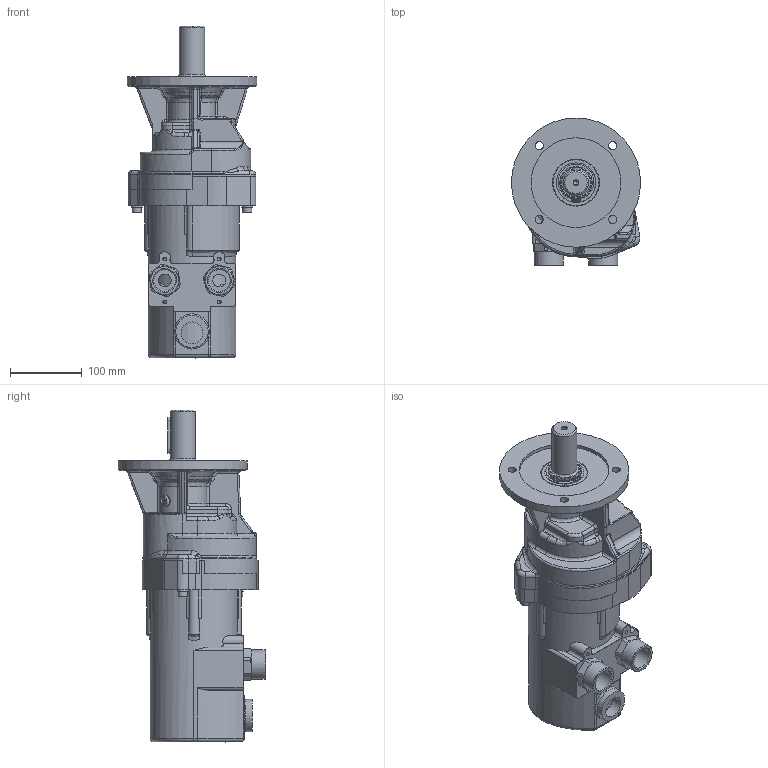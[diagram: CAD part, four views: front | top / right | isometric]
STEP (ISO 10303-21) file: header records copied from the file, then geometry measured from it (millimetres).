
FILE_DESCRIPTION((''),'2;1');
FILE_NAME('MU 600-75 V_29936405_1.stp','2011-01-25T16:18:36',('ibasyouni'),(''),'Autodesk Inventor 2008','Autodesk Inventor 2008','');
FILE_SCHEMA(('AUTOMOTIVE_DESIGN { 1 0 10303 214 1 1 1 1 }'));
Length unit declared in the file: millimetre
Products named in the file (1): MU 600-75 V_29936405_1
Bounding box: 180 x 205.57 x 462.45 mm (x, y, z)
Volume: 5426555.6 mm3; surface area: 316529.4 mm2
Topology: 1 solids, 3 shells, 680 faces, 1697 edges, 1027 vertices
Faces by surface type: cylinder 238, plane 202, bspline 152, torus 44, cone 39, sphere 5
Full cylindrical faces by diameter (mm): 2.5 x3, 2.8 x2, 4.2 x1, 4.917 x4, 4.95 x1, 6.647 x1, 8 x3, 9.5 x3, 10 x1, 11.5 x4, 13 x3, 16 x1, 18 x2, 24.117 x2, 30.291 x3, 33.249 x2, 35 x1, 41 x2, 42.5 x1, 45 x3, 55 x1, 65 x1, 65.5 x1, 125 x1, 180 x1
Entity records: 39767 total; most frequent: CARTESIAN_POINT 23991, DIRECTION 3141, ORIENTED_EDGE 3112, EDGE_CURVE 1556, AXIS2_PLACEMENT_3D 1310, VERTEX_POINT 985, EDGE_LOOP 801, CIRCLE 711
